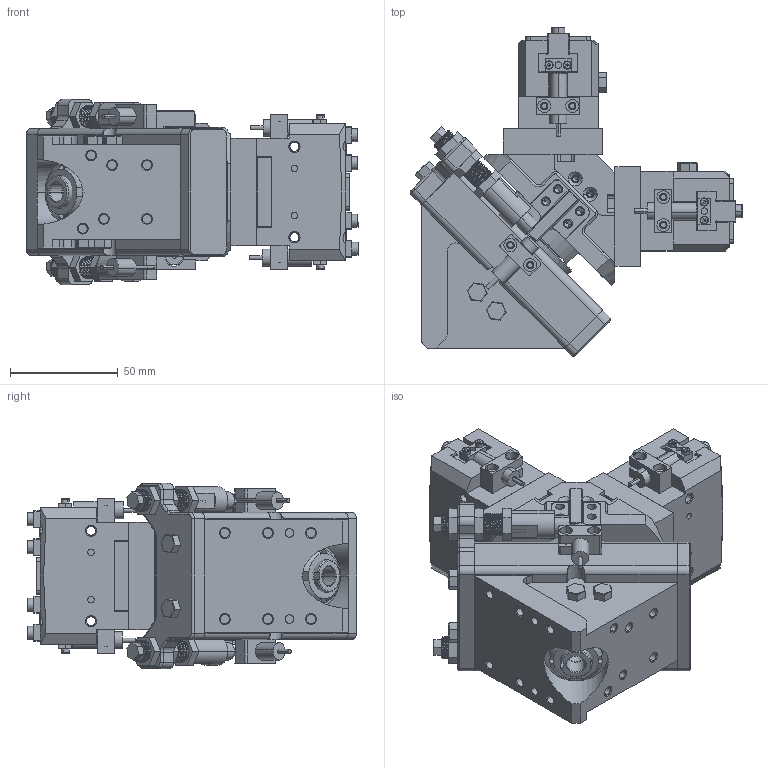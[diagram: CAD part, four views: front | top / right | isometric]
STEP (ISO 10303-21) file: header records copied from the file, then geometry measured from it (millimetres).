
FILE_DESCRIPTION (( 'STEP AP203' ), '1' );
FILE_NAME ('TG12-TR28-64-90¡ã.STEP', '2024-12-20T04:53:56', ( 'USER-' ), ( 'Microsoft' ), 'SwSTEP 2.0', 'SolidWorks 2018', '' );
FILE_SCHEMA (( 'CONFIG_CONTROL_DESIGN' ));
Length unit declared in the file: millimetre
Products named in the file (51): TG12-W-G.sldasm-Part-75; TG12-TR28-64-90°; TG12-W-G.sldasm-Part-2; TR28-64杅耀.sldasm-Part-4; TG12-W-G.sldasm-Part-83; 揤輸蚾饜极; TG12-W-G.sldasm-Part-9; TG12-W-G.sldasm-Part-70; TG12-W-G.sldasm-Part-4; TR28-64杅耀.sldasm-Part-6; TG12-W-G.sldasm-Part-77; TR28-64杅耀.sldasm-Part-18; TG12-W-G.sldasm-Part-87; TG12-W-G.sldasm-Part-82; 揤輸杅耀.sldasm-Part-9; TG12-W-G.sldasm-Part-8; TG12-W-G.sldasm-Part-6; TG12-W-G.sldasm-Part-78; TR28-64杅耀.sldasm-Part-10; TG12-W-08-A 癹弇輸.step; TG12-W-G.sldasm-Part-11; TR28-64杅耀.sldasm-Part-14; 25x12-R3; TR28-64杅耀.sldasm-Part-15; TG12-W-G.sldasm-Part-73; TG12-W-G.sldasm-Part-5; 20x10-R3; TG12-W-G.sldasm-Part-72; TR28-64杅耀.sldasm-Part-17; TG12; TG12-W-G.sldasm-Part-69; TG12-W-G.sldasm-Part-1; TG12-W-G.sldasm-Part-7; TR28-64杅耀.sldasm-Part-13-1; TG12-W-G.sldasm-Part-80; TG12-W-G.sldasm-Part-14; TR28-64; TG12-W-02-G-B 眻褒輸; TG12-W-G.sldasm-Part-13; TG12-W-G.sldasm-Part-71 ...
Assembly tree (61 placements, depth 4):
  TG12-TR28-64-90°
    TG12
      TG12-W-G.sldasm-Part-1
      TG12-W-G.sldasm-Part-2
      TG12-W-G.sldasm-Part-4
      TG12-W-G.sldasm-Part-5  x2
      TG12-W-G.sldasm-Part-6
      TG12-W-G.sldasm-Part-7
      TG12-W-G.sldasm-Part-8
      TG12-W-G.sldasm-Part-9
      TG12-W-G.sldasm-Part-10
      TG12-W-G.sldasm-Part-11
      TG12-W-G.sldasm-Part-13
      TG12-W-G.sldasm-Part-14
      TG12-W-G.sldasm-Part-69
      TG12-W-G.sldasm-Part-70
      TG12-W-G.sldasm-Part-71
      TG12-W-G.sldasm-Part-72
      TG12-W-G.sldasm-Part-73
      TG12-W-G.sldasm-Part-74
      TG12-W-G.sldasm-Part-75
      TG12-W-G.sldasm-Part-76
      TG12-W-G.sldasm-Part-77
      TG12-W-G.sldasm-Part-78
      TG12-W-G.sldasm-Part-79
      TG12-W-G.sldasm-Part-80
      TG12-W-G.sldasm-Part-81
      TG12-W-G.sldasm-Part-82
      TG12-W-G.sldasm-Part-83
      TG12-W-G.sldasm-Part-84
      TG12-W-02-G-B 眻褒輸
      TG12-W-G.sldasm-Part-87
      25x12-R3
      TG12-W-08-A 癹弇輸.step
    TR28-64  x2
      TR28-64杅耀.sldasm-Part-1
      TR28-64杅耀.sldasm-Part-4
      TR28-64杅耀.sldasm-Part-6
      TR28-64杅耀.sldasm-Part-10
      TR28-64杅耀.sldasm-Part-11
      TR28-64杅耀.sldasm-Part-13-1
      TR28-64杅耀.sldasm-Part-14
      TR28-64杅耀.sldasm-Part-15
      TR28-64杅耀.sldasm-Part-16
      TR28-64杅耀.sldasm-Part-17
      TR28-64杅耀.sldasm-Part-18
      揤輸蚾饜极
        揤輸杅耀.sldasm-Part-9
        埴翐芛_GB_FASTENER_SCREWS_HSHCS M2X8-N  x2
      20x10-R3
    蟀諉啣222  x2
    TG12-W-G.sldasm-Part-8  x4
Bounding box: 154.11 x 152.76 x 86 mm (x, y, z)
Volume: 618518.8 mm3; surface area: 175094.5 mm2
Topology: 80 solids, 90 shells, 4109 faces, 10629 edges, 6880 vertices
Faces by surface type: plane 1887, cylinder 1355, bspline 469, cone 356, torus 38, sphere 4
Entity records: 127073 total; most frequent: CARTESIAN_POINT 55912, ORIENTED_EDGE 14262, DIRECTION 12367, EDGE_CURVE 7131, VERTEX_POINT 4650, VECTOR 4131, LINE 4131, AXIS2_PLACEMENT_3D 4118
